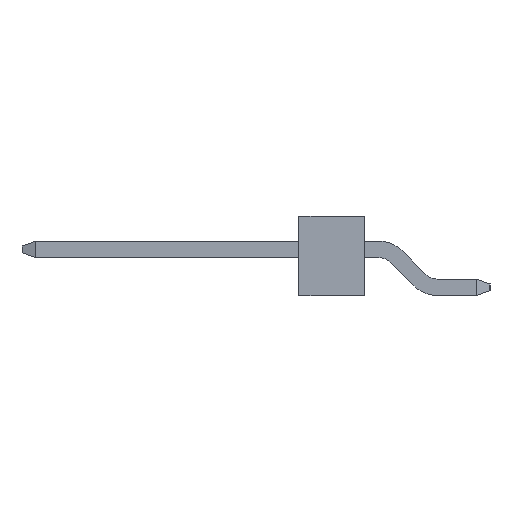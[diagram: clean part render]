
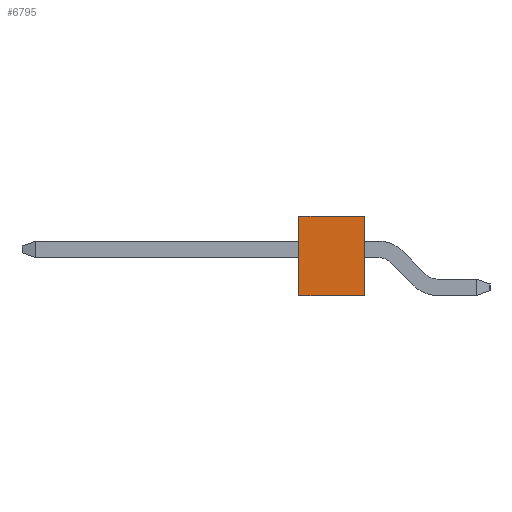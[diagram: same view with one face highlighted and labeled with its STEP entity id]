
A CAD part, left-side view. The second image highlights one B-rep face of the part: STEP entity #6795.
In plain terms, the highlighted face is planar.
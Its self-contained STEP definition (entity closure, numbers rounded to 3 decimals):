
#1338 = VERTEX_POINT('',#1339);
#1339 = CARTESIAN_POINT('',(26.67,-1.524,-1.27));
#1345 = EDGE_CURVE('',#1346,#1338,#1348,.T.);
#1346 = VERTEX_POINT('',#1347);
#1347 = CARTESIAN_POINT('',(26.67,-1.524,1.27));
#1348 = LINE('',#1349,#1350);
#1349 = CARTESIAN_POINT('',(26.67,-1.524,1.27));
#1350 = VECTOR('',#1351,1.);
#1351 = DIRECTION('',(0.,0.,-1.));
#2275 = EDGE_CURVE('',#1346,#2276,#2278,.T.);
#2276 = VERTEX_POINT('',#2277);
#2277 = CARTESIAN_POINT('',(26.67,1.524,1.27));
#2278 = LINE('',#2279,#2280);
#2279 = CARTESIAN_POINT('',(26.67,-1.524,1.27));
#2280 = VECTOR('',#2281,1.);
#2281 = DIRECTION('',(0.,1.,0.));
#4876 = VERTEX_POINT('',#4877);
#4877 = CARTESIAN_POINT('',(26.67,1.524,-1.27));
#4883 = EDGE_CURVE('',#1338,#4876,#4884,.T.);
#4884 = LINE('',#4885,#4886);
#4885 = CARTESIAN_POINT('',(26.67,-1.524,-1.27));
#4886 = VECTOR('',#4887,1.);
#4887 = DIRECTION('',(0.,1.,0.));
#5344 = EDGE_CURVE('',#2276,#4876,#5345,.T.);
#5345 = LINE('',#5346,#5347);
#5346 = CARTESIAN_POINT('',(26.67,1.524,1.27));
#5347 = VECTOR('',#5348,1.);
#5348 = DIRECTION('',(0.,0.,-1.));
#6795 = ADVANCED_FACE('',(#6796),#6802,.F.);
#6796 = FACE_BOUND('',#6797,.T.);
#6797 = EDGE_LOOP('',(#6798,#6799,#6800,#6801));
#6798 = ORIENTED_EDGE('',*,*,#4883,.T.);
#6799 = ORIENTED_EDGE('',*,*,#5344,.F.);
#6800 = ORIENTED_EDGE('',*,*,#2275,.F.);
#6801 = ORIENTED_EDGE('',*,*,#1345,.T.);
#6802 = PLANE('',#6803);
#6803 = AXIS2_PLACEMENT_3D('',#6804,#6805,#6806);
#6804 = CARTESIAN_POINT('',(26.67,-1.524,1.27));
#6805 = DIRECTION('',(-1.,0.,0.));
#6806 = DIRECTION('',(0.,0.,1.));
